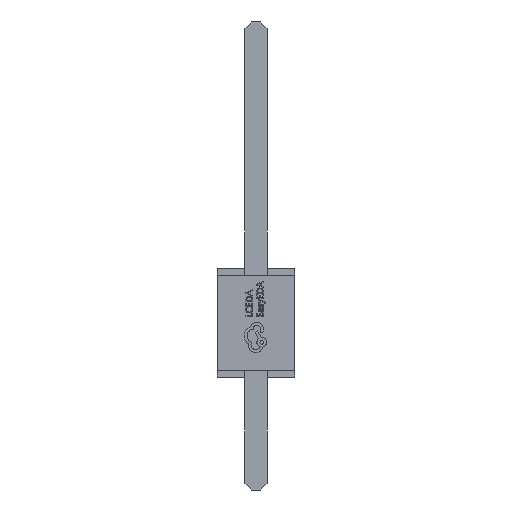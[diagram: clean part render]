
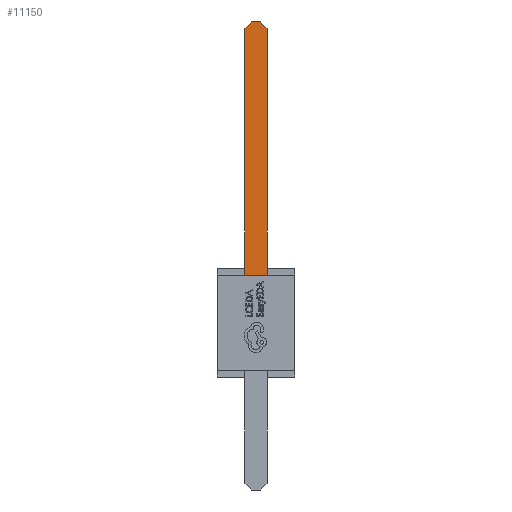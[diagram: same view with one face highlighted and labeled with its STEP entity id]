
A CAD part, left-side view. The second image highlights one B-rep face of the part: STEP entity #11150.
In plain terms, the highlighted planar face has unit normal (-1, 0, 0).
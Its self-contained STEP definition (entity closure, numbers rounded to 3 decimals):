
#481=FACE_OUTER_BOUND('',#1117,.T.);
#1117=EDGE_LOOP('',(#7854,#7855,#7856,#7857,#7858,#7859));
#2100=LINE('',#16258,#3474);
#2212=LINE('',#16382,#3586);
#2216=LINE('',#16389,#3590);
#2219=LINE('',#16395,#3593);
#2220=LINE('',#16397,#3594);
#2221=LINE('',#16398,#3595);
#3474=VECTOR('',#12896,1.);
#3586=VECTOR('',#13020,1.);
#3590=VECTOR('',#13026,1.);
#3593=VECTOR('',#13031,1.);
#3594=VECTOR('',#13034,1.);
#3595=VECTOR('',#13035,1.);
#4936=VERTEX_POINT('',#16256);
#4937=VERTEX_POINT('',#16257);
#4942=VERTEX_POINT('',#16379);
#4943=VERTEX_POINT('',#16381);
#4945=VERTEX_POINT('',#16387);
#4947=VERTEX_POINT('',#16393);
#6006=EDGE_CURVE('',#4936,#4937,#2100,.T.);
#6118=EDGE_CURVE('',#4943,#4942,#2212,.T.);
#6122=EDGE_CURVE('',#4942,#4945,#2216,.T.);
#6125=EDGE_CURVE('',#4945,#4947,#2219,.T.);
#6126=EDGE_CURVE('',#4947,#4936,#2220,.T.);
#6127=EDGE_CURVE('',#4937,#4943,#2221,.T.);
#7854=ORIENTED_EDGE('',*,*,#6126,.T.);
#7855=ORIENTED_EDGE('',*,*,#6006,.T.);
#7856=ORIENTED_EDGE('',*,*,#6127,.T.);
#7857=ORIENTED_EDGE('',*,*,#6118,.T.);
#7858=ORIENTED_EDGE('',*,*,#6122,.T.);
#7859=ORIENTED_EDGE('',*,*,#6125,.T.);
#10337=PLANE('',#11799);
#11150=ADVANCED_FACE('',(#481),#10337,.F.);
#11799=AXIS2_PLACEMENT_3D('',#16396,#13032,#13033);
#12896=DIRECTION('',(0.,-1.,0.));
#13020=DIRECTION('',(0.,0.707,0.707));
#13026=DIRECTION('',(0.,1.,0.));
#13031=DIRECTION('',(0.,0.707,-0.707));
#13032=DIRECTION('center_axis',(1.,0.,0.));
#13033=DIRECTION('ref_axis',(0.,0.,-1.));
#13034=DIRECTION('',(0.,0.,-1.));
#13035=DIRECTION('',(0.,0.,1.));
#16256=CARTESIAN_POINT('',(-16.845,0.335,3.03));
#16257=CARTESIAN_POINT('',(-16.845,-0.335,3.03));
#16258=CARTESIAN_POINT('',(-16.845,2.12,3.03));
#16379=CARTESIAN_POINT('',(-16.845,-0.135,10.72));
#16381=CARTESIAN_POINT('',(-16.845,-0.335,10.52));
#16382=CARTESIAN_POINT('',(-16.845,-0.335,10.52));
#16387=CARTESIAN_POINT('',(-16.845,0.135,10.72));
#16389=CARTESIAN_POINT('',(-16.845,0.135,10.72));
#16393=CARTESIAN_POINT('',(-16.845,0.335,10.52));
#16395=CARTESIAN_POINT('',(-16.845,0.335,10.52));
#16396=CARTESIAN_POINT('Origin',(-16.845,0.,-0.07));
#16397=CARTESIAN_POINT('',(-16.845,0.335,-3.3));
#16398=CARTESIAN_POINT('',(-16.845,-0.335,-3.3));
